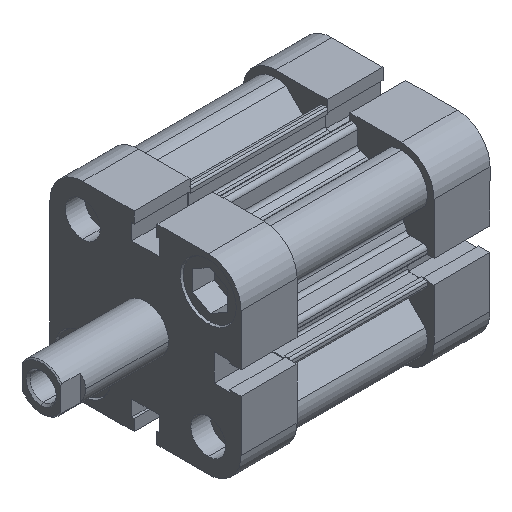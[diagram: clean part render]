
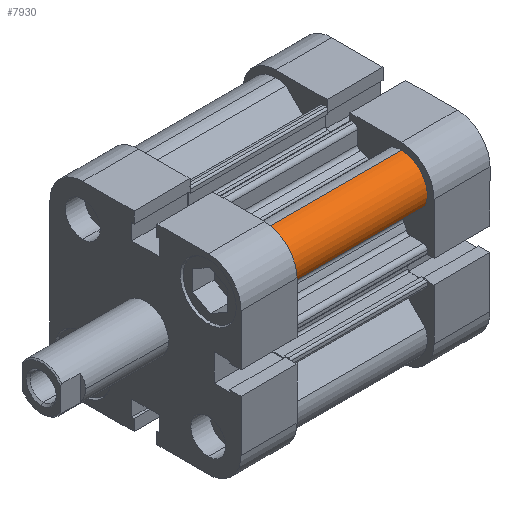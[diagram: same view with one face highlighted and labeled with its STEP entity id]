
A CAD part, isometric view. The second image highlights one B-rep face of the part: STEP entity #7930.
In plain terms, the highlighted cylindrical face has radius 6.75 mm (diameter 13.5 mm), a partial arc.
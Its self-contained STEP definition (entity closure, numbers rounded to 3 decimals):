
#961 = VERTEX_POINT ( 'NONE', #4298 ) ;
#962 = VERTEX_POINT ( 'NONE', #4299 ) ;
#963 = VERTEX_POINT ( 'NONE', #4300 ) ;
#966 = VERTEX_POINT ( 'NONE', #4303 ) ;
#1324 = EDGE_CURVE ( 'NONE', #963, #961, #5411, .T. ) ;
#1357 = EDGE_CURVE ( 'NONE', #966, #963, #5460, .T. ) ;
#1358 = EDGE_CURVE ( 'NONE', #962, #961, #5465, .T. ) ;
#1359 = EDGE_CURVE ( 'NONE', #966, #962, #5469, .T. ) ;
#1604 = AXIS2_PLACEMENT_3D ( 'NONE', #6460, #6461, #6462 ) ;
#1618 = AXIS2_PLACEMENT_3D ( 'NONE', #6534, #6545, #6546 ) ;
#1839 = AXIS2_PLACEMENT_3D ( 'NONE', #7381, #7380, #7379 ) ;
#2201 = ORIENTED_EDGE ( 'NONE', *, *, #1359, .F. ) ;
#2202 = ORIENTED_EDGE ( 'NONE', *, *, #1357, .T. ) ;
#2203 = ORIENTED_EDGE ( 'NONE', *, *, #1324, .T. ) ;
#2204 = ORIENTED_EDGE ( 'NONE', *, *, #1358, .F. ) ;
#4298 = CARTESIAN_POINT ( 'NONE',  ( -13.633, -22.472, 0. ) ) ;
#4299 = CARTESIAN_POINT ( 'NONE',  ( -13.633, -22.472, 35.5 ) ) ;
#4300 = CARTESIAN_POINT ( 'NONE',  ( -23., -16.25, 0. ) ) ;
#4303 = CARTESIAN_POINT ( 'NONE',  ( -23., -16.25, 35.5 ) ) ;
#5023 = EDGE_LOOP ( 'NONE', ( #2201, #2202, #2203, #2204 ) ) ;
#5411 = CIRCLE ( 'NONE', #1604, 6.75 ) ;
#5460 = LINE ( 'NONE', #6540, #5461 ) ;
#5461 = VECTOR ( 'NONE', #6541, 1000. ) ;
#5465 = LINE ( 'NONE', #6542, #5466 ) ;
#5466 = VECTOR ( 'NONE', #6543, 1000. ) ;
#5469 = CIRCLE ( 'NONE', #1618, 6.75 ) ;
#5913 = FACE_OUTER_BOUND ( 'NONE', #5023, .T. ) ;
#5916 = CYLINDRICAL_SURFACE ( 'NONE', #1839, 6.75 ) ;
#6460 = CARTESIAN_POINT ( 'NONE',  ( -16.25, -16.25, 0. ) ) ;
#6461 = DIRECTION ( 'NONE',  ( 0., 0., 1. ) ) ;
#6462 = DIRECTION ( 'NONE',  ( -1., 0., 0. ) ) ;
#6534 = CARTESIAN_POINT ( 'NONE',  ( -16.25, -16.25, 35.5 ) ) ;
#6540 = CARTESIAN_POINT ( 'NONE',  ( -23., -16.25, 35.5 ) ) ;
#6541 = DIRECTION ( 'NONE',  ( 0., 0., -1. ) ) ;
#6542 = CARTESIAN_POINT ( 'NONE',  ( -13.633, -22.472, 35.5 ) ) ;
#6543 = DIRECTION ( 'NONE',  ( 0., 0., -1. ) ) ;
#6545 = DIRECTION ( 'NONE',  ( 0., 0., 1. ) ) ;
#6546 = DIRECTION ( 'NONE',  ( -1., 0., 0. ) ) ;
#7379 = DIRECTION ( 'NONE',  ( -1., 0., 0. ) ) ;
#7380 = DIRECTION ( 'NONE',  ( 0., 0., -1. ) ) ;
#7381 = CARTESIAN_POINT ( 'NONE',  ( -16.25, -16.25, 35.5 ) ) ;
#7930 = ADVANCED_FACE ( 'NONE', ( #5913 ), #5916, .T. ) ;
